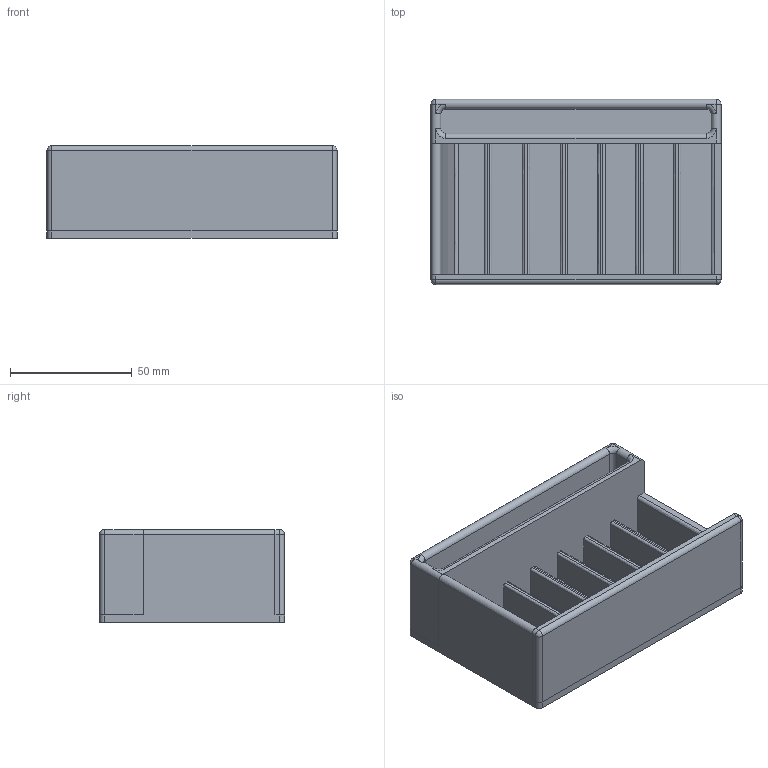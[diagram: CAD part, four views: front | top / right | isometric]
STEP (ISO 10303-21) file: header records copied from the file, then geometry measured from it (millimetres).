
FILE_DESCRIPTION(/* description */ ('STEP AP242','CAx-IF Rec.Pracs.---Representation and Presentation of Product Manufacturing Information (PMI)---4.0---2014-10-13','CAx-IF Rec.Pracs.---3D Tessellated Geometry---0.4---2014-09-14','2;1'),/* implementation_level */ '2;1');
FILE_NAME(/* name */ '6462139130af470c88ba15cf',/* time_stamp */ '2023-05-15T11:12:17Z',/* author */ (''),/* organization */ (''),/* preprocessor_version */ 'ST-DEVELOPER v19.4',/* originating_system */ ' ',/* authorisation */ ' ');
FILE_SCHEMA (('AP242_MANAGED_MODEL_BASED_3D_ENGINEERING_MIM_LF { 1 0 10303 442 1 1 4 }'));
Length unit declared in the file: metre
Products named in the file (2): Walls; Floor
Bounding box: 119 x 76 x 38 mm (x, y, z)
Volume: 106413.9 mm3; surface area: 62297.3 mm2
Topology: 2 solids, 2 shells, 109 faces, 276 edges, 172 vertices
Faces by surface type: plane 57, cylinder 25, bspline 15, torus 8, sphere 4
Entity records: 3772 total; most frequent: CARTESIAN_POINT 1236, ORIENTED_EDGE 544, DIRECTION 468, EDGE_CURVE 272, VERTEX_POINT 172, AXIS2_PLACEMENT_3D 160, LINE 148, VECTOR 148
